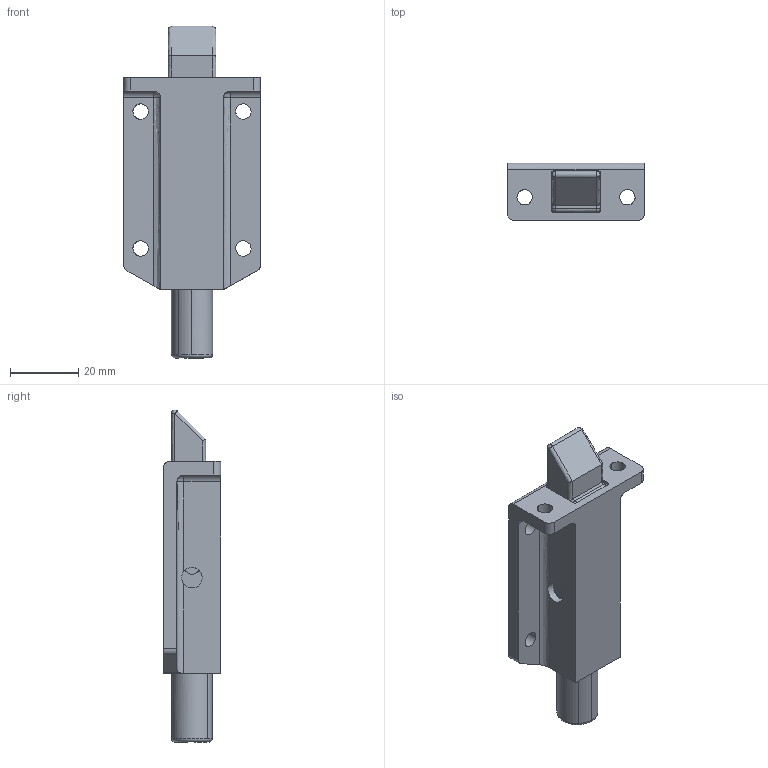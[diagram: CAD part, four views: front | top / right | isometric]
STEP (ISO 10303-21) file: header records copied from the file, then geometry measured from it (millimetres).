
FILE_DESCRIPTION((''),'2;1');
FILE_NAME('','2005-10-12T14:50:25',(''),(''),'','CADfix','');
FILE_SCHEMA(('AUTOMOTIVE_DESIGN'));
Length unit declared in the file: millimetre
Products named in the file (5): pin; latch; joint; housing; THA_284_32267_36
Assembly tree (4 placements, depth 2):
  THA_284_32267_36
    pin
    latch
    joint
    housing
Bounding box: 40 x 16.8 x 97 mm (x, y, z)
Volume: 26789.9 mm3; surface area: 16947.5 mm2
Topology: 4 solids, 4 shells, 109 faces, 325 edges, 224 vertices
Faces by surface type: bspline 109
Entity records: 4289 total; most frequent: CARTESIAN_POINT 2393, ORIENTED_EDGE 650, EDGE_CURVE 325, VERTEX_POINT 224, QUASI_UNIFORM_CURVE 141, EDGE_LOOP 131, FACE_OUTER_BOUND 109, ADVANCED_FACE 109
